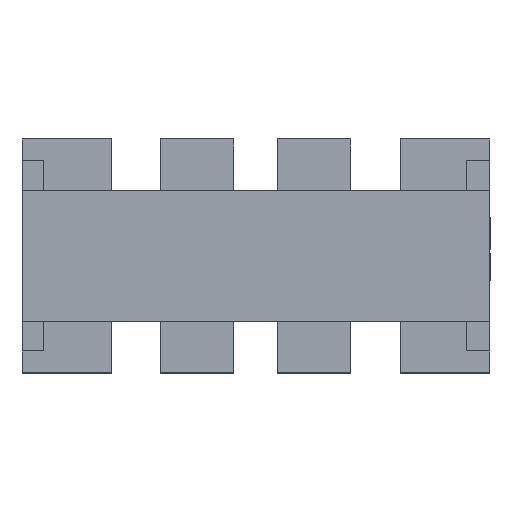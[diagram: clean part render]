
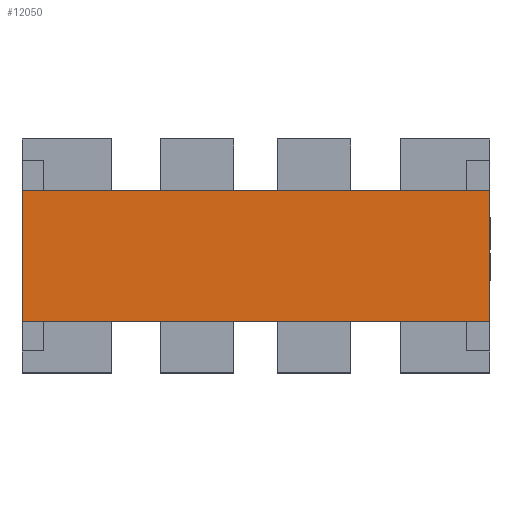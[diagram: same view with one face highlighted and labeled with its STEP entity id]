
A CAD part, top view. The second image highlights one B-rep face of the part: STEP entity #12050.
In plain terms, the highlighted planar face has unit normal (0, 0, 1).
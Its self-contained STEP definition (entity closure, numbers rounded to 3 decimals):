
#1250 = DIRECTION ( 'NONE',  ( 0., 0., 1. ) ) ;
#1569 = CARTESIAN_POINT ( 'NONE',  ( 1.6, 0.45, 0.45 ) ) ;
#2349 = CARTESIAN_POINT ( 'NONE',  ( 1.6, -0.45, 0.45 ) ) ;
#2739 = VERTEX_POINT ( 'NONE', #10734 ) ;
#2788 = DIRECTION ( 'NONE',  ( -1., 0., 0. ) ) ;
#2802 = CARTESIAN_POINT ( 'NONE',  ( -1.6, 0.45, 0.45 ) ) ;
#3503 = LINE ( 'NONE', #6194, #7339 ) ;
#4032 = ORIENTED_EDGE ( 'NONE', *, *, #12555, .T. ) ;
#4390 = CARTESIAN_POINT ( 'NONE',  ( 1.6, 0.45, 0.45 ) ) ;
#4517 = FACE_OUTER_BOUND ( 'NONE', #13779, .T. ) ;
#4752 = PLANE ( 'NONE',  #14161 ) ;
#4951 = VECTOR ( 'NONE', #6224, 1000. ) ;
#5019 = VECTOR ( 'NONE', #13784, 1000. ) ;
#5601 = ORIENTED_EDGE ( 'NONE', *, *, #14948, .T. ) ;
#6107 = DIRECTION ( 'NONE',  ( 1., 0., 0. ) ) ;
#6194 = CARTESIAN_POINT ( 'NONE',  ( 1.6, -0.45, 0.45 ) ) ;
#6224 = DIRECTION ( 'NONE',  ( 0., 1., 0. ) ) ;
#6318 = LINE ( 'NONE', #2349, #4951 ) ;
#7200 = EDGE_CURVE ( 'NONE', #8000, #8100, #6318, .T. ) ;
#7339 = VECTOR ( 'NONE', #6107, 1000. ) ;
#8000 = VERTEX_POINT ( 'NONE', #14829 ) ;
#8100 = VERTEX_POINT ( 'NONE', #1569 ) ;
#9919 = CARTESIAN_POINT ( 'NONE',  ( -1.6, -0.45, 0.45 ) ) ;
#10050 = DIRECTION ( 'NONE',  ( 1., 0., 0. ) ) ;
#10734 = CARTESIAN_POINT ( 'NONE',  ( -1.6, -0.45, 0.45 ) ) ;
#12050 = ADVANCED_FACE ( 'NONE', ( #4517 ), #4752, .T. ) ;
#12137 = VERTEX_POINT ( 'NONE', #2802 ) ;
#12555 = EDGE_CURVE ( 'NONE', #2739, #8000, #3503, .T. ) ;
#12595 = LINE ( 'NONE', #9919, #5019 ) ;
#12865 = VECTOR ( 'NONE', #2788, 1000. ) ;
#13473 = ORIENTED_EDGE ( 'NONE', *, *, #16063, .T. ) ;
#13779 = EDGE_LOOP ( 'NONE', ( #13473, #4032, #14719, #5601 ) ) ;
#13784 = DIRECTION ( 'NONE',  ( 0., -1., 0. ) ) ;
#14161 = AXIS2_PLACEMENT_3D ( 'NONE', #14272, #1250, #10050 ) ;
#14272 = CARTESIAN_POINT ( 'NONE',  ( 0., 0., 0.45 ) ) ;
#14602 = LINE ( 'NONE', #4390, #12865 ) ;
#14719 = ORIENTED_EDGE ( 'NONE', *, *, #7200, .T. ) ;
#14829 = CARTESIAN_POINT ( 'NONE',  ( 1.6, -0.45, 0.45 ) ) ;
#14948 = EDGE_CURVE ( 'NONE', #8100, #12137, #14602, .T. ) ;
#16063 = EDGE_CURVE ( 'NONE', #12137, #2739, #12595, .T. ) ;
